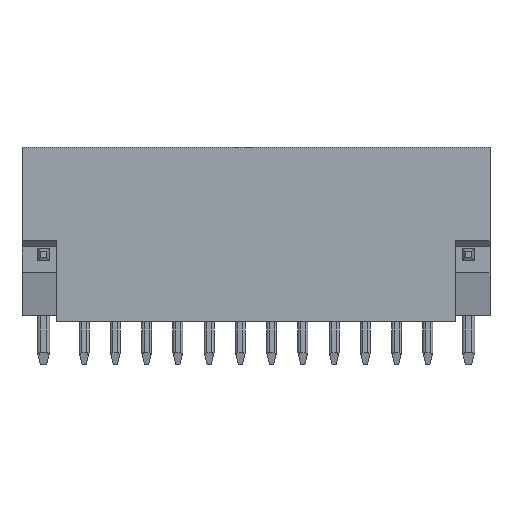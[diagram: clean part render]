
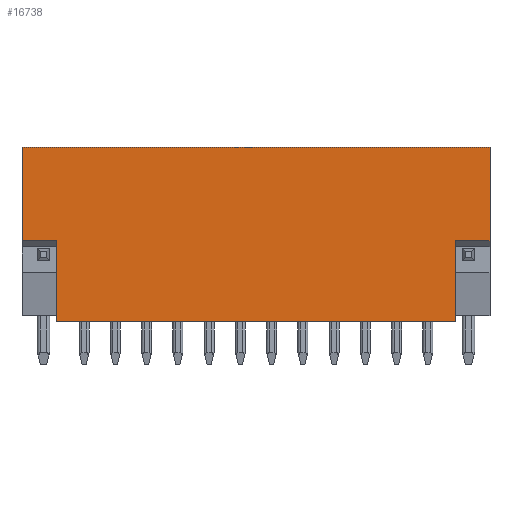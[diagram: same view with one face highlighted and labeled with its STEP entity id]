
A CAD part, left-side view. The second image highlights one B-rep face of the part: STEP entity #16738.
In plain terms, the highlighted planar face has unit normal (-1, 0, 0).
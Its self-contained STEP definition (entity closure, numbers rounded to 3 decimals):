
#558=DIRECTION('',(0.,0.,-1.));
#559=VECTOR('',#558,7.6);
#560=CARTESIAN_POINT('',(-5.25,-32.99,7.1));
#561=LINE('',#560,#559);
#602=DIRECTION('',(0.,0.,1.));
#603=VECTOR('',#602,6.6);
#604=CARTESIAN_POINT('',(-5.25,-30.19,-7.1));
#605=LINE('',#604,#603);
#794=DIRECTION('',(0.,-1.,0.));
#795=VECTOR('',#794,2.8);
#796=CARTESIAN_POINT('',(-5.25,-30.19,-0.5));
#797=LINE('',#796,#795);
#798=DIRECTION('',(0.,-1.,0.));
#799=VECTOR('',#798,2.8);
#800=CARTESIAN_POINT('',(-5.25,5.05,-0.5));
#801=LINE('',#800,#799);
#1186=DIRECTION('',(0.,-1.,0.));
#1187=VECTOR('',#1186,32.44);
#1188=CARTESIAN_POINT('',(-5.25,2.25,-7.1));
#1189=LINE('',#1188,#1187);
#9858=DIRECTION('',(0.,1.,0.));
#9859=VECTOR('',#9858,38.04);
#9860=CARTESIAN_POINT('',(-5.25,-32.99,7.1));
#9861=LINE('',#9860,#9859);
#10299=DIRECTION('',(0.,0.,1.));
#10300=VECTOR('',#10299,7.6);
#10301=CARTESIAN_POINT('',(-5.25,5.05,-0.5));
#10302=LINE('',#10301,#10300);
#10315=DIRECTION('',(0.,0.,-1.));
#10316=VECTOR('',#10315,6.6);
#10317=CARTESIAN_POINT('',(-5.25,2.25,-0.5));
#10318=LINE('',#10317,#10316);
#12602=CARTESIAN_POINT('',(-5.25,-32.99,7.1));
#12603=CARTESIAN_POINT('',(-5.25,5.05,7.1));
#12604=VERTEX_POINT('',#12602);
#12605=VERTEX_POINT('',#12603);
#12666=CARTESIAN_POINT('',(-5.25,2.25,-7.1));
#12667=CARTESIAN_POINT('',(-5.25,-30.19,-7.1));
#12668=VERTEX_POINT('',#12666);
#12669=VERTEX_POINT('',#12667);
#12702=CARTESIAN_POINT('',(-5.25,-32.99,-0.5));
#12704=VERTEX_POINT('',#12702);
#12708=CARTESIAN_POINT('',(-5.25,-30.19,-0.5));
#12709=VERTEX_POINT('',#12708);
#12714=CARTESIAN_POINT('',(-5.25,5.05,-0.5));
#12715=VERTEX_POINT('',#12714);
#12716=CARTESIAN_POINT('',(-5.25,2.25,-0.5));
#12717=VERTEX_POINT('',#12716);
#16718=CARTESIAN_POINT('',(-5.25,-29.21,-7.1));
#16719=DIRECTION('',(-1.,0.,0.));
#16720=DIRECTION('',(0.,0.,1.));
#16721=AXIS2_PLACEMENT_3D('',#16718,#16719,#16720);
#16722=PLANE('',#16721);
#16723=ORIENTED_EDGE('',*,*,#16713,.F.);
#16724=ORIENTED_EDGE('',*,*,#16401,.F.);
#16726=ORIENTED_EDGE('',*,*,#16725,.F.);
#16728=ORIENTED_EDGE('',*,*,#16727,.F.);
#16730=ORIENTED_EDGE('',*,*,#16729,.F.);
#16732=ORIENTED_EDGE('',*,*,#16731,.T.);
#16734=ORIENTED_EDGE('',*,*,#16733,.F.);
#16735=ORIENTED_EDGE('',*,*,#16356,.T.);
#16736=EDGE_LOOP('',(#16723,#16724,#16726,#16728,#16730,#16732,#16734,#16735));
#16737=FACE_OUTER_BOUND('',#16736,.F.);
#16738=ADVANCED_FACE('',(#16737),#16722,.T.);
#16356=EDGE_CURVE('',#12604,#12704,#561,.T.);
#16401=EDGE_CURVE('',#12669,#12709,#605,.T.);
#16713=EDGE_CURVE('',#12709,#12704,#797,.T.);
#16725=EDGE_CURVE('',#12668,#12669,#1189,.T.);
#16727=EDGE_CURVE('',#12717,#12668,#10318,.T.);
#16729=EDGE_CURVE('',#12715,#12717,#801,.T.);
#16731=EDGE_CURVE('',#12715,#12605,#10302,.T.);
#16733=EDGE_CURVE('',#12604,#12605,#9861,.T.);
